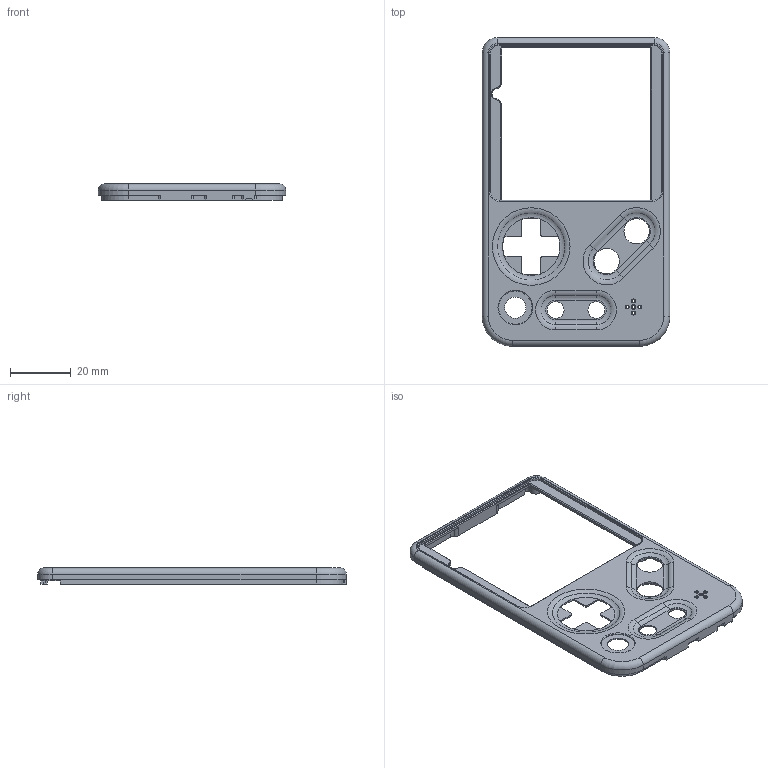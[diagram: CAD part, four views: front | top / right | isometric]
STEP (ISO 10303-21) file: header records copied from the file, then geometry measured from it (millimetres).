
FILE_DESCRIPTION(/* description */ (''),/* implementation_level */ '2;1');
FILE_NAME(/* name */ 'tbcFront071524.step',/* time_stamp */ '2024-07-15T21:26:52-07:00',/* author */ (''),/* organization */ (''),/* preprocessor_version */ 'ST-DEVELOPER v20',/* originating_system */ 'Autodesk Translation Framework v13.14.0.145',/* authorisation */ '');
FILE_SCHEMA (('AUTOMOTIVE_DESIGN { 1 0 10303 214 3 1 1 }'));
Length unit declared in the file: millimetre
Products named in the file (1): FrontShell
Bounding box: 62 x 102 x 5.3 mm (x, y, z)
Volume: 6362.3 mm3; surface area: 10480.4 mm2
Topology: 1 solids, 1 shells, 362 faces, 988 edges, 643 vertices
Faces by surface type: cylinder 182, plane 144, torus 18, cone 15, bspline 3
Full cylindrical faces by diameter (mm): 0.8 x4, 1 x1, 1.623 x7, 1.8 x1, 5.6 x2, 7 x1, 8.4 x2, 9.9 x1, 11 x2, 11.5 x1
Entity records: 11892 total; most frequent: CARTESIAN_POINT 2311, DIRECTION 2104, ORIENTED_EDGE 1976, EDGE_CURVE 988, AXIS2_PLACEMENT_3D 784, VERTEX_POINT 643, LINE 536, VECTOR 536
